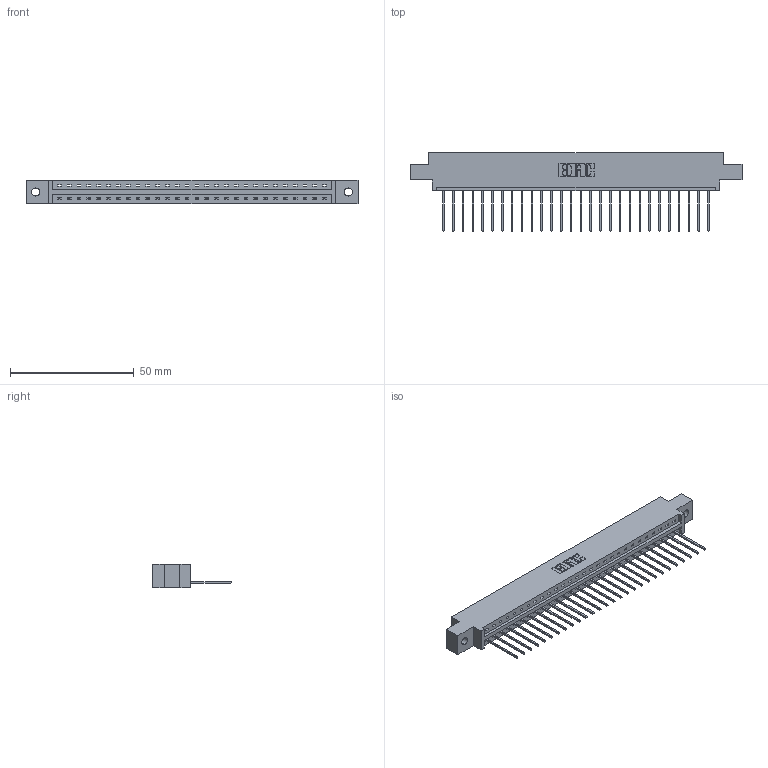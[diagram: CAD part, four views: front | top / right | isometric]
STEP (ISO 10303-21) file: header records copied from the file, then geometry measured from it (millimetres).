
FILE_DESCRIPTION (( 'STEP AP203' ), '1' );
FILE_NAME ('387-028-542-602.STEP', '2019-10-03T16:26:14', ( '' ), ( '' ), 'SwSTEP 2.0', 'SolidWorks 2016', '' );
FILE_SCHEMA (( 'CONFIG_CONTROL_DESIGN' ));
Length unit declared in the file: inch
Products named in the file (3): 387-028-542-602; 337 Part_0.170 Offset - 0.128 Dia; 345-292-001_345-293-142
Assembly tree (29 placements, depth 2):
  387-028-542-602
    337 Part_0.170 Offset - 0.128 Dia
    345-292-001_345-293-142  x28
Bounding box: 133.96 x 31.63 x 9.4 mm (x, y, z)
Volume: 13655.8 mm3; surface area: 14269.8 mm2
Topology: 29 solids, 29 shells, 1854 faces, 5587 edges, 3686 vertices
Faces by surface type: plane 1362, cylinder 492
Entity records: 22777 total; most frequent: CARTESIAN_POINT 3974, ORIENTED_EDGE 3938, DIRECTION 3373, EDGE_CURVE 1969, VECTOR 1841, LINE 1841, VERTEX_POINT 1310, AXIS2_PLACEMENT_3D 766
